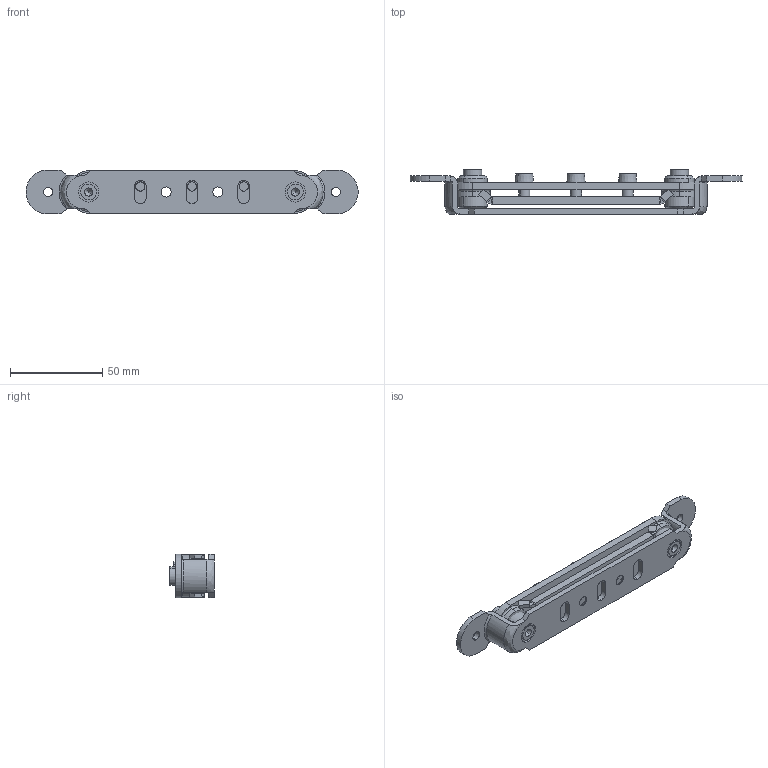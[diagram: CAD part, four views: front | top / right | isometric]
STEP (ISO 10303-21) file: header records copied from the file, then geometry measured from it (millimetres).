
FILE_DESCRIPTION (( 'STEP AP214' ), '1' );
FILE_NAME ('OBX-3121-3D_D042-28413.STEP', '2023-05-30T08:33:16', ( '' ), ( '' ), 'SwSTEP 2.0', 'SolidWorks 2020', '' );
FILE_SCHEMA (( 'AUTOMOTIVE_DESIGN' ));
Length unit declared in the file: millimetre
Products named in the file (7): D042-28530_3mm-Mitte-Band; D043-38414_standard; D043-28535; D044-28536_verpr„gt; D043-30407; OBX-3121-3D_D042-28413; D047-28560_ISO 14580 - #6 x 12 x 10 - 4.8-C
Assembly tree (9 placements, depth 3):
  OBX-3121-3D_D042-28413
    D042-28530_3mm-Mitte-Band
      D043-28535
      D043-30407
      D044-28536_verpr„gt  x2
      D047-28560_ISO 14580 - #6 x 12 x 10 - 4.8-C  x3
    D043-38414_standard
Bounding box: 179.91 x 24.25 x 23.8 mm (x, y, z)
Volume: 39627.4 mm3; surface area: 27915.3 mm2
Topology: 8 solids, 8 shells, 362 faces, 839 edges, 503 vertices
Faces by surface type: plane 159, cylinder 105, cone 44, torus 26, bspline 24, sphere 4
Entity records: 8811 total; most frequent: CARTESIAN_POINT 2266, DIRECTION 1297, ORIENTED_EDGE 1246, EDGE_CURVE 623, AXIS2_PLACEMENT_3D 522, VERTEX_POINT 387, EDGE_LOOP 310, CIRCLE 270
